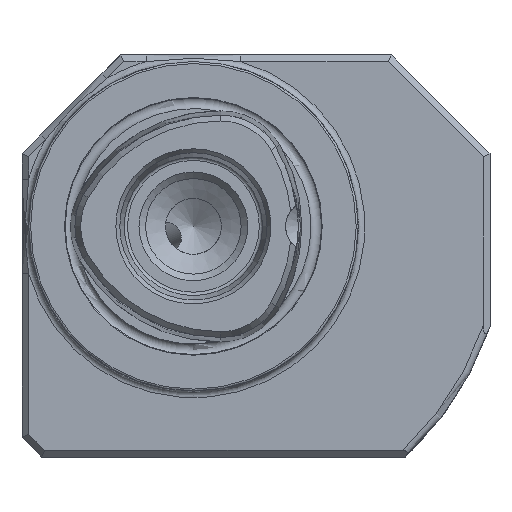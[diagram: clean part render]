
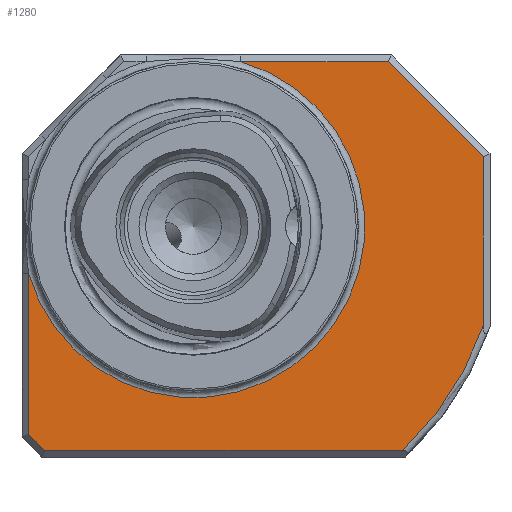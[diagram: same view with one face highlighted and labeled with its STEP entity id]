
A CAD part, left-side view. The second image highlights one B-rep face of the part: STEP entity #1280.
In plain terms, the highlighted planar face has unit normal (-1, 0, 0).
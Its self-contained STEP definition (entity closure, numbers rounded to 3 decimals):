
#43 = CARTESIAN_POINT ( 'NONE',  ( 21., 22.586, -34. ) ) ;
#113 = VECTOR ( 'NONE', #2285, 1000. ) ;
#155 = AXIS2_PLACEMENT_3D ( 'NONE', #6008, #3085, #3571 ) ;
#408 = DIRECTION ( 'NONE',  ( 0., 1., 0. ) ) ;
#450 = ORIENTED_EDGE ( 'NONE', *, *, #6123, .T. ) ;
#581 = CARTESIAN_POINT ( 'NONE',  ( 21., 25., -32. ) ) ;
#708 = LINE ( 'NONE', #2739, #5351 ) ;
#747 = ORIENTED_EDGE ( 'NONE', *, *, #2551, .F. ) ;
#801 = DIRECTION ( 'NONE',  ( 0., 0., 1. ) ) ;
#839 = DIRECTION ( 'NONE',  ( 0., 0.707, 0.707 ) ) ;
#935 = CARTESIAN_POINT ( 'NONE',  ( 21., -31.721, -34. ) ) ;
#948 = EDGE_CURVE ( 'NONE', #2429, #5246, #3785, .T. ) ;
#1128 = CARTESIAN_POINT ( 'NONE',  ( 21., -7.141, 25. ) ) ;
#1280 = ADVANCED_FACE ( 'NONE', ( #4162 ), #2593, .F. ) ;
#1535 = VERTEX_POINT ( 'NONE', #43 ) ;
#1540 = DIRECTION ( 'NONE',  ( -1., 0., 0. ) ) ;
#1615 = CARTESIAN_POINT ( 'NONE',  ( 21., 25., -31.586 ) ) ;
#1987 = VERTEX_POINT ( 'NONE', #1128 ) ;
#2239 = CARTESIAN_POINT ( 'NONE',  ( 21., -29.293, 25.293 ) ) ;
#2285 = DIRECTION ( 'NONE',  ( 0., -1., 0. ) ) ;
#2416 = CARTESIAN_POINT ( 'NONE',  ( 21., -44., -15.042 ) ) ;
#2429 = VERTEX_POINT ( 'NONE', #935 ) ;
#2451 = CARTESIAN_POINT ( 'NONE',  ( 21., 0., 0. ) ) ;
#2546 = LINE ( 'NONE', #3251, #113 ) ;
#2551 = EDGE_CURVE ( 'NONE', #4943, #1987, #3457, .T. ) ;
#2593 = PLANE ( 'NONE',  #155 ) ;
#2668 = LINE ( 'NONE', #5640, #5258 ) ;
#2730 = LINE ( 'NONE', #581, #4433 ) ;
#2739 = CARTESIAN_POINT ( 'NONE',  ( 21., 22.293, -34.293 ) ) ;
#2777 = CARTESIAN_POINT ( 'NONE',  ( 21., -44., 11. ) ) ;
#2848 = AXIS2_PLACEMENT_3D ( 'NONE', #2451, #4340, #3397 ) ;
#2913 = VECTOR ( 'NONE', #839, 1000. ) ;
#2916 = EDGE_CURVE ( 'NONE', #5246, #5070, #5588, .T. ) ;
#3009 = CARTESIAN_POINT ( 'NONE',  ( 21., 25., -7.141 ) ) ;
#3085 = DIRECTION ( 'NONE',  ( 1., 0., 0. ) ) ;
#3251 = CARTESIAN_POINT ( 'NONE',  ( 21., -30.615, -34. ) ) ;
#3271 = DIRECTION ( 'NONE',  ( 0., -0.707, -0.707 ) ) ;
#3284 = EDGE_CURVE ( 'NONE', #1535, #2429, #2546, .T. ) ;
#3397 = DIRECTION ( 'NONE',  ( 0., 0., 1. ) ) ;
#3421 = CARTESIAN_POINT ( 'NONE',  ( 21., 0., 0. ) ) ;
#3457 = CIRCLE ( 'NONE', #2848, 26. ) ;
#3538 = VECTOR ( 'NONE', #801, 1000. ) ;
#3571 = DIRECTION ( 'NONE',  ( 0., 0., -1. ) ) ;
#3665 = EDGE_LOOP ( 'NONE', ( #4026, #5573, #4072, #5569, #747, #450, #4633, #4358 ) ) ;
#3730 = EDGE_CURVE ( 'NONE', #3987, #1535, #708, .T. ) ;
#3750 = LINE ( 'NONE', #2239, #2913 ) ;
#3785 = CIRCLE ( 'NONE', #4113, 46.5 ) ;
#3923 = DIRECTION ( 'NONE',  ( 0., 0., -1. ) ) ;
#3987 = VERTEX_POINT ( 'NONE', #1615 ) ;
#4026 = ORIENTED_EDGE ( 'NONE', *, *, #948, .T. ) ;
#4072 = ORIENTED_EDGE ( 'NONE', *, *, #4585, .T. ) ;
#4113 = AXIS2_PLACEMENT_3D ( 'NONE', #3421, #1540, #5467 ) ;
#4161 = CARTESIAN_POINT ( 'NONE',  ( 21., -44., 10.586 ) ) ;
#4162 = FACE_OUTER_BOUND ( 'NONE', #3665, .T. ) ;
#4340 = DIRECTION ( 'NONE',  ( -1., 0., 0. ) ) ;
#4358 = ORIENTED_EDGE ( 'NONE', *, *, #3284, .T. ) ;
#4433 = VECTOR ( 'NONE', #3923, 1000. ) ;
#4585 = EDGE_CURVE ( 'NONE', #5070, #6178, #3750, .T. ) ;
#4633 = ORIENTED_EDGE ( 'NONE', *, *, #3730, .T. ) ;
#4937 = CARTESIAN_POINT ( 'NONE',  ( 21., -29.586, 25. ) ) ;
#4943 = VERTEX_POINT ( 'NONE', #3009 ) ;
#5070 = VERTEX_POINT ( 'NONE', #4161 ) ;
#5246 = VERTEX_POINT ( 'NONE', #2416 ) ;
#5258 = VECTOR ( 'NONE', #408, 1000. ) ;
#5351 = VECTOR ( 'NONE', #3271, 1000. ) ;
#5467 = DIRECTION ( 'NONE',  ( 0., 0., 1. ) ) ;
#5569 = ORIENTED_EDGE ( 'NONE', *, *, #5638, .T. ) ;
#5573 = ORIENTED_EDGE ( 'NONE', *, *, #2916, .T. ) ;
#5588 = LINE ( 'NONE', #2777, #3538 ) ;
#5638 = EDGE_CURVE ( 'NONE', #6178, #1987, #2668, .T. ) ;
#5640 = CARTESIAN_POINT ( 'NONE',  ( 21., 0., 25. ) ) ;
#6008 = CARTESIAN_POINT ( 'NONE',  ( 21., 26., 0. ) ) ;
#6123 = EDGE_CURVE ( 'NONE', #4943, #3987, #2730, .T. ) ;
#6178 = VERTEX_POINT ( 'NONE', #4937 ) ;
